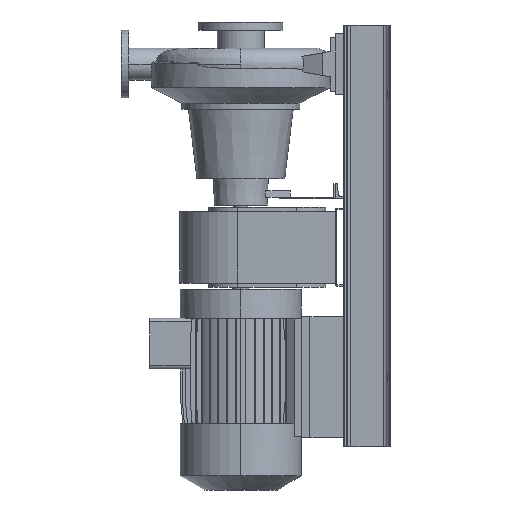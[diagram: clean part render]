
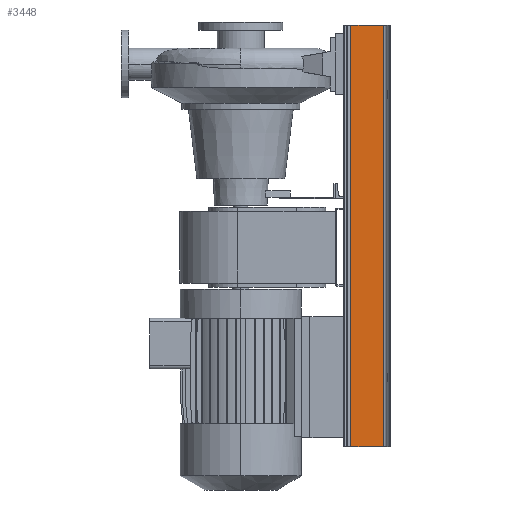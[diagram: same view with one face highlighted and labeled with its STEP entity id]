
A CAD part, left-side view. The second image highlights one B-rep face of the part: STEP entity #3448.
In plain terms, the highlighted face is planar.
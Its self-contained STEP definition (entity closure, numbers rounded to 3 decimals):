
#445 = PLANE ( 'NONE',  #3431 ) ;
#457 = VECTOR ( 'NONE', #2002, 1000. ) ;
#847 = VERTEX_POINT ( 'NONE', #6454 ) ;
#1115 = LINE ( 'NONE', #8980, #15561 ) ;
#1540 = VERTEX_POINT ( 'NONE', #18832 ) ;
#2002 = DIRECTION ( 'NONE',  ( 0., 1., 0. ) ) ;
#2410 = DIRECTION ( 'NONE',  ( -1., 0., 0. ) ) ;
#2834 = DIRECTION ( 'NONE',  ( 0., 1., 0. ) ) ;
#3234 = EDGE_LOOP ( 'NONE', ( #20173, #18939, #8792, #3681 ) ) ;
#3431 = AXIS2_PLACEMENT_3D ( 'NONE', #9798, #15330, #11759 ) ;
#3448 = ADVANCED_FACE ( 'NONE', ( #23067 ), #445, .F. ) ;
#3476 = LINE ( 'NONE', #22397, #7568 ) ;
#3681 = ORIENTED_EDGE ( 'NONE', *, *, #5611, .T. ) ;
#4465 = EDGE_CURVE ( 'NONE', #17581, #1540, #13423, .T. ) ;
#5611 = EDGE_CURVE ( 'NONE', #17581, #23736, #3476, .T. ) ;
#6454 = CARTESIAN_POINT ( 'NONE',  ( -625., 118.922, -187. ) ) ;
#7568 = VECTOR ( 'NONE', #10967, 1000. ) ;
#8038 = CARTESIAN_POINT ( 'NONE',  ( -625., 21.078, -187. ) ) ;
#8059 = LINE ( 'NONE', #23056, #13095 ) ;
#8792 = ORIENTED_EDGE ( 'NONE', *, *, #4465, .F. ) ;
#8980 = CARTESIAN_POINT ( 'NONE',  ( -625., 118.922, -187. ) ) ;
#9798 = CARTESIAN_POINT ( 'NONE',  ( 625., 118.922, -187. ) ) ;
#10967 = DIRECTION ( 'NONE',  ( -1., 0., 0. ) ) ;
#11759 = DIRECTION ( 'NONE',  ( 1., 0., 0. ) ) ;
#12903 = EDGE_CURVE ( 'NONE', #23736, #847, #1115, .T. ) ;
#13095 = VECTOR ( 'NONE', #2410, 1000. ) ;
#13423 = LINE ( 'NONE', #18842, #457 ) ;
#15330 = DIRECTION ( 'NONE',  ( 0., 0., 1. ) ) ;
#15561 = VECTOR ( 'NONE', #2834, 1000. ) ;
#15648 = EDGE_CURVE ( 'NONE', #1540, #847, #8059, .T. ) ;
#17581 = VERTEX_POINT ( 'NONE', #21622 ) ;
#18832 = CARTESIAN_POINT ( 'NONE',  ( 625., 118.922, -187. ) ) ;
#18842 = CARTESIAN_POINT ( 'NONE',  ( 625., 118.922, -187. ) ) ;
#18939 = ORIENTED_EDGE ( 'NONE', *, *, #15648, .F. ) ;
#20173 = ORIENTED_EDGE ( 'NONE', *, *, #12903, .T. ) ;
#21622 = CARTESIAN_POINT ( 'NONE',  ( 625., 21.078, -187. ) ) ;
#22397 = CARTESIAN_POINT ( 'NONE',  ( 625., 21.078, -187. ) ) ;
#23056 = CARTESIAN_POINT ( 'NONE',  ( 625., 118.922, -187. ) ) ;
#23067 = FACE_OUTER_BOUND ( 'NONE', #3234, .T. ) ;
#23736 = VERTEX_POINT ( 'NONE', #8038 ) ;
